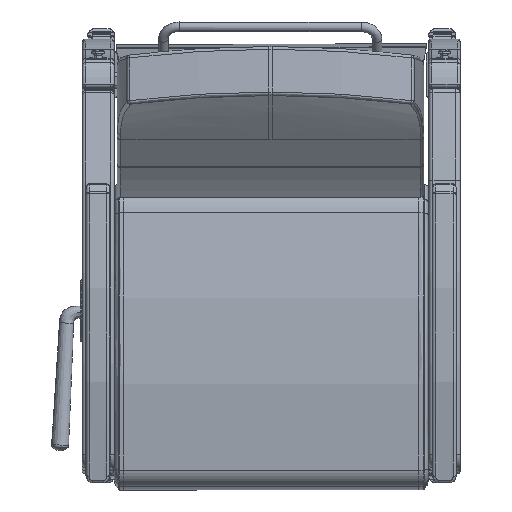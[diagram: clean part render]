
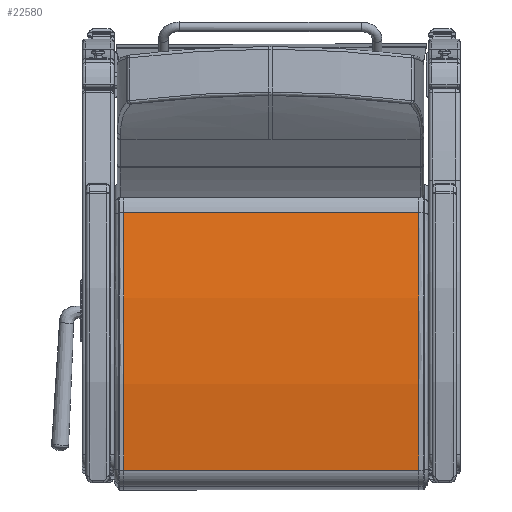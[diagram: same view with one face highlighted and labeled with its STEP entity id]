
A CAD part, front view. The second image highlights one B-rep face of the part: STEP entity #22580.
In plain terms, the highlighted free-form (B-spline) face has degree [1, 2] with [2, 3] control points.
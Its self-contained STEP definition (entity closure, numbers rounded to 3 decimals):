
#762=(
BOUNDED_SURFACE()
B_SPLINE_SURFACE(1,2,((#35081,#35082,#35083),(#35084,#35085,#35086)),
 .UNSPECIFIED.,.F.,.F.,.F.)
B_SPLINE_SURFACE_WITH_KNOTS((2,2),(3,3),(-0.193,0.193),
(1.362,1.699),.UNSPECIFIED.)
GEOMETRIC_REPRESENTATION_ITEM()
RATIONAL_B_SPLINE_SURFACE(((1.,0.986,1.),(1.,0.986,
1.)))
REPRESENTATION_ITEM('')
SURFACE()
);
#816=ELLIPSE('',#24285,60.054,60.);
#828=ELLIPSE('',#24327,60.054,60.);
#2502=FACE_OUTER_BOUND('',#3859,.T.);
#3859=EDGE_LOOP('',(#15975,#15976,#15977,#15978));
#5377=LINE('',#35080,#6929);
#5378=LINE('',#35087,#6930);
#6929=VECTOR('',#27375,0.394);
#6930=VECTOR('',#27376,0.394);
#9760=VERTEX_POINT('',#34253);
#9761=VERTEX_POINT('',#34276);
#9801=VERTEX_POINT('',#34493);
#9802=VERTEX_POINT('',#34516);
#12157=EDGE_CURVE('',#9761,#9760,#816,.T.);
#12216=EDGE_CURVE('',#9802,#9801,#828,.T.);
#12296=EDGE_CURVE('',#9760,#9802,#5377,.T.);
#12297=EDGE_CURVE('',#9761,#9801,#5378,.T.);
#15975=ORIENTED_EDGE('',*,*,#12157,.F.);
#15976=ORIENTED_EDGE('',*,*,#12297,.T.);
#15977=ORIENTED_EDGE('',*,*,#12216,.F.);
#15978=ORIENTED_EDGE('',*,*,#12296,.F.);
#22580=ADVANCED_FACE('',(#2502),#762,.F.);
#24285=AXIS2_PLACEMENT_3D('',#34278,#27128,#27129);
#24327=AXIS2_PLACEMENT_3D('',#34518,#27237,#27238);
#27128=DIRECTION('center_axis',(0.,0.,-1.));
#27129=DIRECTION('ref_axis',(1.,0.,0.));
#27237=DIRECTION('center_axis',(0.,0.,1.));
#27238=DIRECTION('ref_axis',(1.,0.,0.));
#27375=DIRECTION('',(0.,0.,1.));
#27376=DIRECTION('',(0.,0.,1.));
#34253=CARTESIAN_POINT('',(10.111,0.445,-11.563));
#34276=CARTESIAN_POINT('',(-10.045,1.256,-11.563));
#34278=CARTESIAN_POINT('Origin',(-2.35,-58.249,-11.563));
#34493=CARTESIAN_POINT('',(-10.045,1.256,11.563));
#34516=CARTESIAN_POINT('',(10.111,0.445,11.563));
#34518=CARTESIAN_POINT('Origin',(-2.35,-58.249,11.563));
#35080=CARTESIAN_POINT('',(10.111,0.445,0.));
#35081=CARTESIAN_POINT('Ctrl Pts',(10.111,0.445,-11.563));
#35082=CARTESIAN_POINT('Ctrl Pts',(0.103,2.566,-11.563));
#35083=CARTESIAN_POINT('Ctrl Pts',(-10.045,1.256,-11.563));
#35084=CARTESIAN_POINT('Ctrl Pts',(10.111,0.445,11.563));
#35085=CARTESIAN_POINT('Ctrl Pts',(0.103,2.566,11.563));
#35086=CARTESIAN_POINT('Ctrl Pts',(-10.045,1.256,11.563));
#35087=CARTESIAN_POINT('',(-10.045,1.256,0.));
